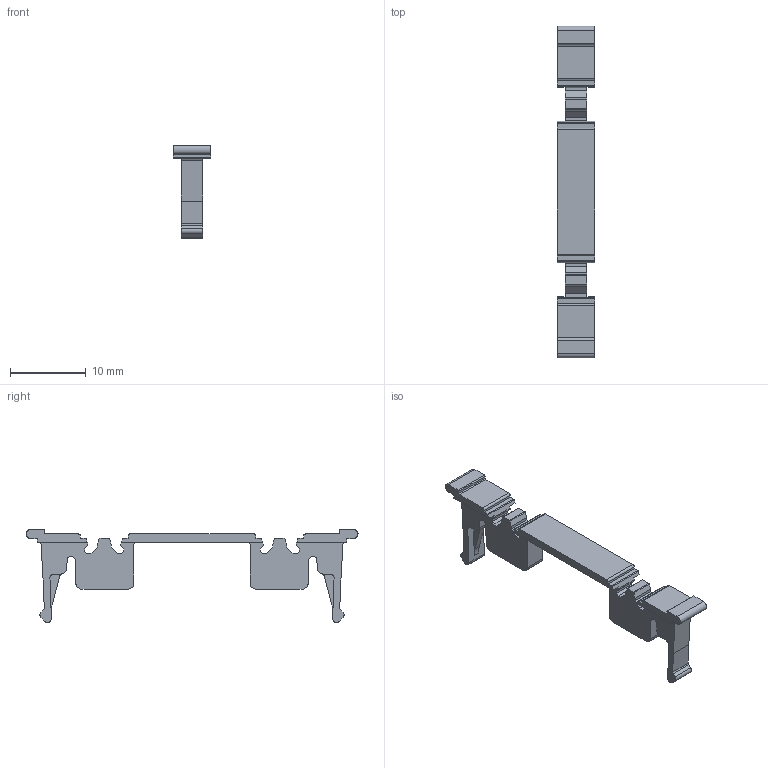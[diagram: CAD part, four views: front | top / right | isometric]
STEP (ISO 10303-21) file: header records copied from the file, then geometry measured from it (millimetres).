
FILE_DESCRIPTION(('CATIA V5 STEP Exchange','CAx-IF Rec.Pracs.--- Model Styling and Organization---1.4--- 2014-01-23'),'2;1');
FILE_NAME ('D1450795_0', '2020-02-06T12:26:32+00:00', ('none'), ('Weidmueller'), 'CATIA Version 5-6 Release 2016 SP3 HF44', 'CATIA V5 STEP AP214', 'none');
FILE_SCHEMA(('AUTOMOTIVE_DESIGN { 1 0 10303 214 1 1 1 1 }'));
Length unit declared in the file: millimetre
Products named in the file (1): 1305230000_AH_WDT_2-5_BT
Bounding box: 4.9 x 43.9 x 12.31 mm (x, y, z)
Volume: 577.1 mm3; surface area: 977 mm2
Topology: 1 solids, 1 shells, 146 faces, 448 edges, 304 vertices
Faces by surface type: plane 98, cylinder 48
Entity records: 4812 total; most frequent: ORIENTED_EDGE 896, CARTESIAN_POINT 873, DIRECTION 688, EDGE_CURVE 448, VECTOR 340, LINE 340, VERTEX_POINT 304, AXIS2_PLACEMENT_3D 229
